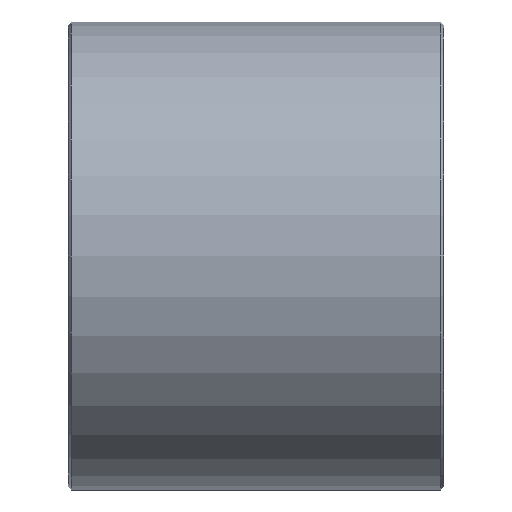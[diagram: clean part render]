
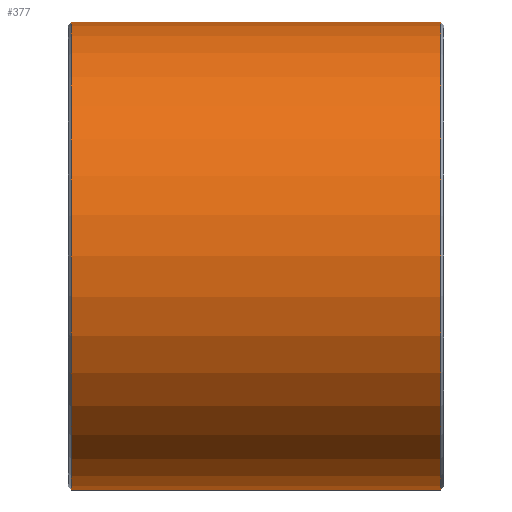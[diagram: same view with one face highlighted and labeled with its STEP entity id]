
A CAD part, left-side view. The second image highlights one B-rep face of the part: STEP entity #377.
In plain terms, the highlighted cylindrical face has radius 7.475 mm (diameter 14.95 mm), a partial arc.
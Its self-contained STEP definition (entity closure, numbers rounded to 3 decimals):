
#3 = VERTEX_POINT ( 'NONE', #429 ) ;
#7 = CIRCLE ( 'NONE', #355, 7.475 ) ;
#8 = VERTEX_POINT ( 'NONE', #246 ) ;
#12 = DIRECTION ( 'NONE',  ( 0., 0., 1. ) ) ;
#19 = LINE ( 'NONE', #85, #161 ) ;
#22 = ORIENTED_EDGE ( 'NONE', *, *, #176, .T. ) ;
#36 = VERTEX_POINT ( 'NONE', #127 ) ;
#82 = CARTESIAN_POINT ( 'NONE',  ( 0., -5.9, 0. ) ) ;
#85 = CARTESIAN_POINT ( 'NONE',  ( 0., 6., 7.475 ) ) ;
#90 = ORIENTED_EDGE ( 'NONE', *, *, #333, .T. ) ;
#104 = ORIENTED_EDGE ( 'NONE', *, *, #179, .T. ) ;
#109 = AXIS2_PLACEMENT_3D ( 'NONE', #136, #434, #12 ) ;
#115 = CARTESIAN_POINT ( 'NONE',  ( 0., 6., 0. ) ) ;
#117 = CYLINDRICAL_SURFACE ( 'NONE', #314, 7.475 ) ;
#125 = VECTOR ( 'NONE', #436, 1000. ) ;
#127 = CARTESIAN_POINT ( 'NONE',  ( 0., -5.9, 7.475 ) ) ;
#134 = CIRCLE ( 'NONE', #109, 7.475 ) ;
#136 = CARTESIAN_POINT ( 'NONE',  ( 0., 5.9, 0. ) ) ;
#149 = DIRECTION ( 'NONE',  ( 0., 1., 0. ) ) ;
#161 = VECTOR ( 'NONE', #341, 1000. ) ;
#176 = EDGE_CURVE ( 'NONE', #8, #422, #395, .T. ) ;
#179 = EDGE_CURVE ( 'NONE', #3, #8, #134, .T. ) ;
#192 = CARTESIAN_POINT ( 'NONE',  ( 0., -5.9, -7.475 ) ) ;
#246 = CARTESIAN_POINT ( 'NONE',  ( 0., 5.9, -7.475 ) ) ;
#262 = DIRECTION ( 'NONE',  ( 0., 0., 1. ) ) ;
#292 = CARTESIAN_POINT ( 'NONE',  ( 0., 6., -7.475 ) ) ;
#296 = EDGE_CURVE ( 'NONE', #3, #36, #19, .T. ) ;
#301 = DIRECTION ( 'NONE',  ( 0., -1., 0. ) ) ;
#314 = AXIS2_PLACEMENT_3D ( 'NONE', #115, #301, #334 ) ;
#333 = EDGE_CURVE ( 'NONE', #422, #36, #7, .T. ) ;
#334 = DIRECTION ( 'NONE',  ( 0., 0., -1. ) ) ;
#341 = DIRECTION ( 'NONE',  ( 0., -1., 0. ) ) ;
#355 = AXIS2_PLACEMENT_3D ( 'NONE', #82, #149, #262 ) ;
#357 = ORIENTED_EDGE ( 'NONE', *, *, #296, .F. ) ;
#377 = ADVANCED_FACE ( 'NONE', ( #409 ), #117, .T. ) ;
#384 = EDGE_LOOP ( 'NONE', ( #357, #104, #22, #90 ) ) ;
#395 = LINE ( 'NONE', #292, #125 ) ;
#409 = FACE_OUTER_BOUND ( 'NONE', #384, .T. ) ;
#422 = VERTEX_POINT ( 'NONE', #192 ) ;
#429 = CARTESIAN_POINT ( 'NONE',  ( 0., 5.9, 7.475 ) ) ;
#434 = DIRECTION ( 'NONE',  ( 0., -1., 0. ) ) ;
#436 = DIRECTION ( 'NONE',  ( 0., -1., 0. ) ) ;
